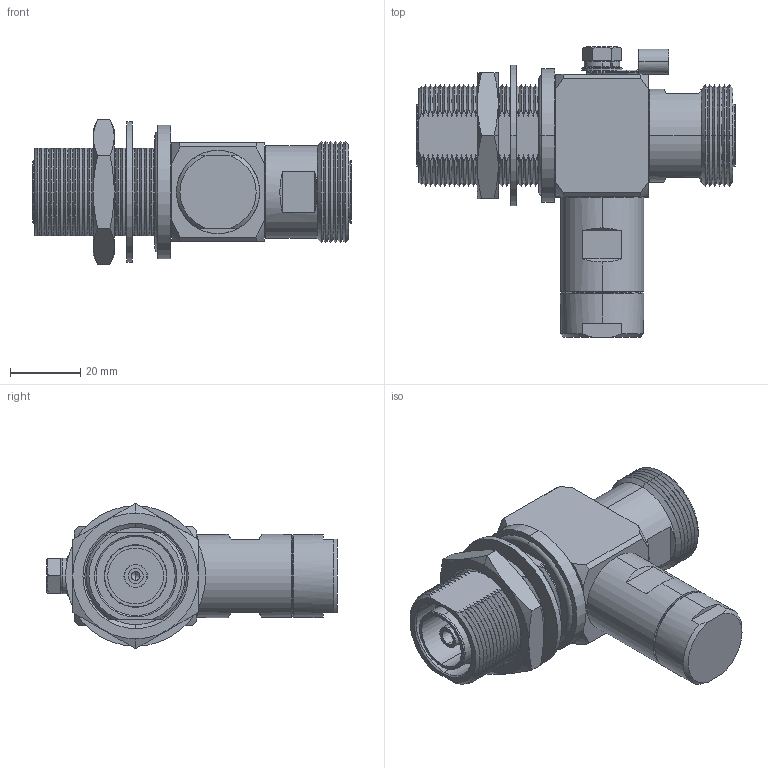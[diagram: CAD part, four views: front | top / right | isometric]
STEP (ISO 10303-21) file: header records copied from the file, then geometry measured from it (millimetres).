
FILE_DESCRIPTION (( 'STEP AP214' ), '1' );
FILE_NAME ('ALQP-DFDFB.STEP', '2015-10-28T13:12:19', ( 'L-Com' ), ( 'L-Com Global Connectivity' ), 'SwSTEP 2.0', 'SolidWorks 2014', '' );
FILE_SCHEMA (( 'AUTOMOTIVE_DESIGN' ));
Length unit declared in the file: inch
Products named in the file (6): ALQP-DFDFB_LockWasher; ALQP-DFDFB_HEX BOLT; ALQP-DFDFB_FlatWasher; ALQP-DFDFB_GROUND LUG; ALQP-DFDFB_Body; ALQP-DFDFB
Assembly tree (5 placements, depth 2):
  ALQP-DFDFB
    ALQP-DFDFB_Body
    ALQP-DFDFB_GROUND LUG
    ALQP-DFDFB_FlatWasher
    ALQP-DFDFB_HEX BOLT
    ALQP-DFDFB_LockWasher
Bounding box: 90.76 x 82.85 x 41.47 mm (x, y, z)
Volume: 78633.5 mm3; surface area: 28650.9 mm2
Topology: 9 solids, 9 shells, 426 faces, 1026 edges, 635 vertices
Faces by surface type: cone 218, plane 91, cylinder 76, torus 34, bspline 7
Entity records: 13479 total; most frequent: CARTESIAN_POINT 3414, DIRECTION 2043, ORIENTED_EDGE 2038, EDGE_CURVE 1019, AXIS2_PLACEMENT_3D 882, VERTEX_POINT 635, EDGE_LOOP 458, CIRCLE 455
